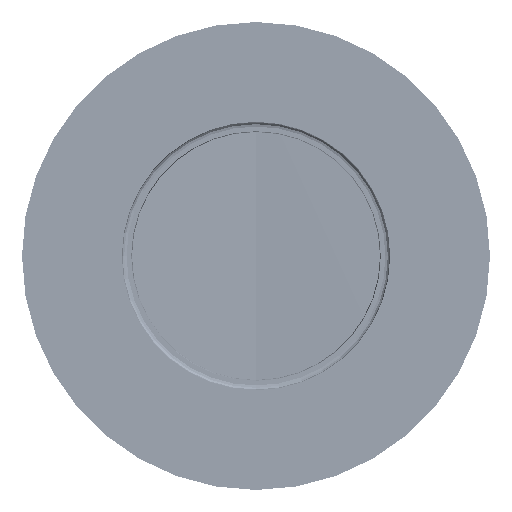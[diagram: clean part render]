
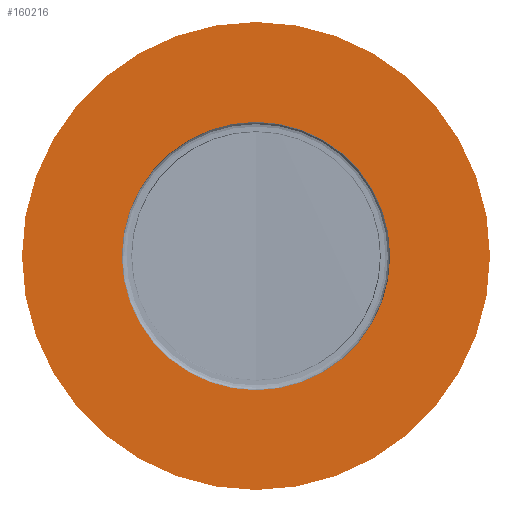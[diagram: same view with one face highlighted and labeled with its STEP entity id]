
A CAD part, left-side view. The second image highlights one B-rep face of the part: STEP entity #160216.
In plain terms, the highlighted planar face has unit normal (-1, 0, 0).
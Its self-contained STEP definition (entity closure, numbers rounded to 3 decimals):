
#3631 = PLANE ( 'NONE',  #82699 ) ;
#6447 = DIRECTION ( 'NONE',  ( -1., 0., 0. ) ) ;
#15138 = DIRECTION ( 'NONE',  ( -1., 0., 0. ) ) ;
#17821 = DIRECTION ( 'NONE',  ( -1., 0., 0. ) ) ;
#22794 = ORIENTED_EDGE ( 'NONE', *, *, #139086, .T. ) ;
#28934 = DIRECTION ( 'NONE',  ( -1., 0., 0. ) ) ;
#29542 = EDGE_CURVE ( 'NONE', #54188, #134833, #109079, .T. ) ;
#37050 = ORIENTED_EDGE ( 'NONE', *, *, #134101, .T. ) ;
#43565 = DIRECTION ( 'NONE',  ( 1., 0., 0. ) ) ;
#50538 = EDGE_CURVE ( 'NONE', #134833, #54188, #149363, .T. ) ;
#54188 = VERTEX_POINT ( 'NONE', #68819 ) ;
#55007 = AXIS2_PLACEMENT_3D ( 'NONE', #106671, #28934, #119654 ) ;
#66838 = AXIS2_PLACEMENT_3D ( 'NONE', #92924, #15138, #105969 ) ;
#68819 = CARTESIAN_POINT ( 'NONE',  ( 0., 0., 8.6 ) ) ;
#69587 = CIRCLE ( 'NONE', #66838, 15. ) ;
#72569 = CIRCLE ( 'NONE', #110511, 15. ) ;
#78811 = CARTESIAN_POINT ( 'NONE',  ( 0., 0., -15. ) ) ;
#79850 = ORIENTED_EDGE ( 'NONE', *, *, #29542, .F. ) ;
#82699 = AXIS2_PLACEMENT_3D ( 'NONE', #121142, #43565, #134181 ) ;
#84308 = CARTESIAN_POINT ( 'NONE',  ( 0., 0., 0. ) ) ;
#92924 = CARTESIAN_POINT ( 'NONE',  ( 0., 0., 0. ) ) ;
#95626 = CARTESIAN_POINT ( 'NONE',  ( 0., 0., 0. ) ) ;
#97390 = DIRECTION ( 'NONE',  ( 0., 0., 1. ) ) ;
#105096 = FACE_OUTER_BOUND ( 'NONE', #114907, .T. ) ;
#105969 = DIRECTION ( 'NONE',  ( 0., 0., 1. ) ) ;
#106671 = CARTESIAN_POINT ( 'NONE',  ( 0., 0., 0. ) ) ;
#108644 = DIRECTION ( 'NONE',  ( 0., 0., 1. ) ) ;
#109079 = CIRCLE ( 'NONE', #55007, 8.6 ) ;
#110215 = CARTESIAN_POINT ( 'NONE',  ( 0., 0., -8.6 ) ) ;
#110511 = AXIS2_PLACEMENT_3D ( 'NONE', #84308, #6447, #97390 ) ;
#114907 = EDGE_LOOP ( 'NONE', ( #22794, #37050 ) ) ;
#119654 = DIRECTION ( 'NONE',  ( 0., 0., 1. ) ) ;
#120329 = ORIENTED_EDGE ( 'NONE', *, *, #50538, .F. ) ;
#121142 = CARTESIAN_POINT ( 'NONE',  ( 0., 8.6, 0. ) ) ;
#127245 = AXIS2_PLACEMENT_3D ( 'NONE', #95626, #17821, #108644 ) ;
#132080 = EDGE_LOOP ( 'NONE', ( #79850, #120329 ) ) ;
#134101 = EDGE_CURVE ( 'NONE', #156464, #152079, #69587, .T. ) ;
#134181 = DIRECTION ( 'NONE',  ( 0., 0., -1. ) ) ;
#134833 = VERTEX_POINT ( 'NONE', #110215 ) ;
#139086 = EDGE_CURVE ( 'NONE', #152079, #156464, #72569, .T. ) ;
#139517 = FACE_BOUND ( 'NONE', #132080, .T. ) ;
#149363 = CIRCLE ( 'NONE', #127245, 8.6 ) ;
#152079 = VERTEX_POINT ( 'NONE', #158572 ) ;
#156464 = VERTEX_POINT ( 'NONE', #78811 ) ;
#158572 = CARTESIAN_POINT ( 'NONE',  ( 0., 0., 15. ) ) ;
#160216 = ADVANCED_FACE ( 'NONE', ( #139517, #105096 ), #3631, .F. ) ;
